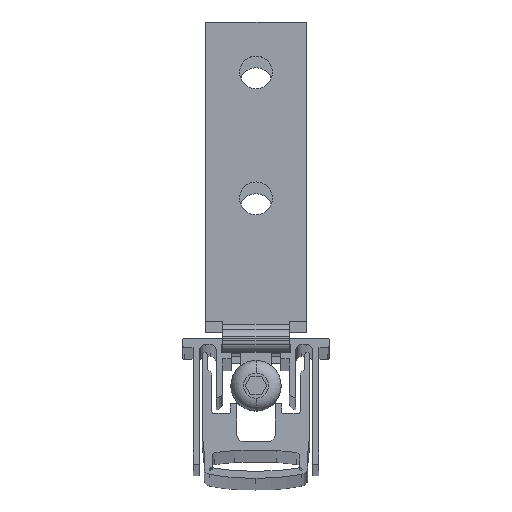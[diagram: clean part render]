
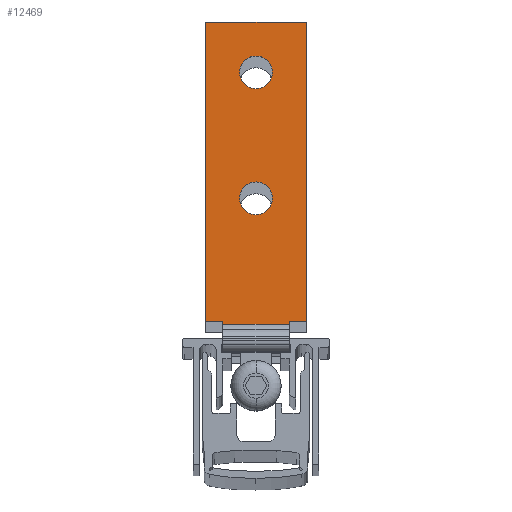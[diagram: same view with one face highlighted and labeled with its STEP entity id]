
A CAD part, top view. The second image highlights one B-rep face of the part: STEP entity #12469.
In plain terms, the highlighted planar face has unit normal (0, 0, 1).
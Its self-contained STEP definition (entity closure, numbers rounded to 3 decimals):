
#673 = VECTOR ( 'NONE', #19277, 1000. ) ;
#879 = CARTESIAN_POINT ( 'NONE',  ( 0., 44.6, 1.2 ) ) ;
#1202 = EDGE_CURVE ( 'NONE', #31190, #27394, #3617, .T. ) ;
#1213 = EDGE_LOOP ( 'NONE', ( #14332, #17124, #28998, #18027, #3713, #31076, #30310, #33198 ) ) ;
#1481 = CARTESIAN_POINT ( 'NONE',  ( 8., 2.5, 1.2 ) ) ;
#2028 = EDGE_CURVE ( 'NONE', #9290, #27394, #15381, .T. ) ;
#2098 = CARTESIAN_POINT ( 'NONE',  ( -5.3, 50., 1.2 ) ) ;
#2194 = DIRECTION ( 'NONE',  ( 0., -1., 0. ) ) ;
#2707 = VECTOR ( 'NONE', #22470, 1000. ) ;
#3268 = CARTESIAN_POINT ( 'NONE',  ( 8., 2.5, 1.2 ) ) ;
#3323 = CARTESIAN_POINT ( 'NONE',  ( 8., 50., 1.2 ) ) ;
#3577 = AXIS2_PLACEMENT_3D ( 'NONE', #4592, #15172, #15883 ) ;
#3617 = LINE ( 'NONE', #3268, #16855 ) ;
#3713 = ORIENTED_EDGE ( 'NONE', *, *, #19045, .T. ) ;
#3740 = DIRECTION ( 'NONE',  ( 0., 0., -1. ) ) ;
#3909 = FACE_OUTER_BOUND ( 'NONE', #1213, .T. ) ;
#4275 = CARTESIAN_POINT ( 'NONE',  ( 0., 19.4, 1.2 ) ) ;
#4366 = ORIENTED_EDGE ( 'NONE', *, *, #7735, .F. ) ;
#4382 = ORIENTED_EDGE ( 'NONE', *, *, #29148, .F. ) ;
#4592 = CARTESIAN_POINT ( 'NONE',  ( 0., 22., 1.2 ) ) ;
#4871 = DIRECTION ( 'NONE',  ( 0., 0., 1. ) ) ;
#5624 = AXIS2_PLACEMENT_3D ( 'NONE', #28458, #4871, #31230 ) ;
#6295 = EDGE_CURVE ( 'NONE', #15005, #24311, #14664, .T. ) ;
#6530 = CARTESIAN_POINT ( 'NONE',  ( 5.3, 50., 1.2 ) ) ;
#7174 = LINE ( 'NONE', #1481, #2707 ) ;
#7433 = CARTESIAN_POINT ( 'NONE',  ( 0., 42., 1.2 ) ) ;
#7735 = EDGE_CURVE ( 'NONE', #18768, #9110, #11729, .T. ) ;
#7817 = EDGE_CURVE ( 'NONE', #9290, #23561, #24139, .T. ) ;
#8365 = VERTEX_POINT ( 'NONE', #9012 ) ;
#9012 = CARTESIAN_POINT ( 'NONE',  ( -8., 2.5, 1.2 ) ) ;
#9110 = VERTEX_POINT ( 'NONE', #879 ) ;
#9290 = VERTEX_POINT ( 'NONE', #24726 ) ;
#9311 = DIRECTION ( 'NONE',  ( 0., 1., 0. ) ) ;
#10060 = CARTESIAN_POINT ( 'NONE',  ( 8., 2., 1.2 ) ) ;
#10562 = VECTOR ( 'NONE', #20629, 1000. ) ;
#10703 = EDGE_CURVE ( 'NONE', #24311, #15005, #31057, .T. ) ;
#11320 = DIRECTION ( 'NONE',  ( 0., -1., 0. ) ) ;
#11554 = VERTEX_POINT ( 'NONE', #21259 ) ;
#11729 = CIRCLE ( 'NONE', #5624, 2.6 ) ;
#11869 = VECTOR ( 'NONE', #2194, 1000. ) ;
#12312 = DIRECTION ( 'NONE',  ( 0., -1., 0. ) ) ;
#12469 = ADVANCED_FACE ( 'NONE', ( #17607, #3909, #28167 ), #14833, .F. ) ;
#12579 = LINE ( 'NONE', #6530, #24986 ) ;
#13263 = EDGE_LOOP ( 'NONE', ( #4366, #4382 ) ) ;
#13363 = CARTESIAN_POINT ( 'NONE',  ( -5.3, 2.5, 1.2 ) ) ;
#14332 = ORIENTED_EDGE ( 'NONE', *, *, #23123, .T. ) ;
#14499 = CARTESIAN_POINT ( 'NONE',  ( 8., 50., 1.2 ) ) ;
#14664 = CIRCLE ( 'NONE', #3577, 2.6 ) ;
#14833 = PLANE ( 'NONE',  #27632 ) ;
#15005 = VERTEX_POINT ( 'NONE', #4275 ) ;
#15172 = DIRECTION ( 'NONE',  ( 0., 0., 1. ) ) ;
#15381 = LINE ( 'NONE', #23186, #11869 ) ;
#15883 = DIRECTION ( 'NONE',  ( 0., -1., 0. ) ) ;
#16018 = CARTESIAN_POINT ( 'NONE',  ( -8., 50., 1.2 ) ) ;
#16855 = VECTOR ( 'NONE', #29458, 1000. ) ;
#17124 = ORIENTED_EDGE ( 'NONE', *, *, #1202, .T. ) ;
#17325 = VERTEX_POINT ( 'NONE', #13363 ) ;
#17607 = FACE_BOUND ( 'NONE', #29249, .T. ) ;
#17855 = LINE ( 'NONE', #10060, #10562 ) ;
#18027 = ORIENTED_EDGE ( 'NONE', *, *, #7817, .T. ) ;
#18768 = VERTEX_POINT ( 'NONE', #19172 ) ;
#19045 = EDGE_CURVE ( 'NONE', #23561, #8365, #31251, .T. ) ;
#19172 = CARTESIAN_POINT ( 'NONE',  ( 0., 39.4, 1.2 ) ) ;
#19277 = DIRECTION ( 'NONE',  ( -1., 0., 0. ) ) ;
#20629 = DIRECTION ( 'NONE',  ( -1., 0., 0. ) ) ;
#20900 = CARTESIAN_POINT ( 'NONE',  ( 0., 22., 1.2 ) ) ;
#21259 = CARTESIAN_POINT ( 'NONE',  ( 5.3, 2., 1.2 ) ) ;
#21611 = CARTESIAN_POINT ( 'NONE',  ( 0., 24.6, 1.2 ) ) ;
#22470 = DIRECTION ( 'NONE',  ( 1., 0., 0. ) ) ;
#23123 = EDGE_CURVE ( 'NONE', #11554, #31190, #12579, .T. ) ;
#23186 = CARTESIAN_POINT ( 'NONE',  ( 8., 50., 1.2 ) ) ;
#23187 = CIRCLE ( 'NONE', #32045, 2.6 ) ;
#23561 = VERTEX_POINT ( 'NONE', #23807 ) ;
#23673 = DIRECTION ( 'NONE',  ( 0., 0., 1. ) ) ;
#23807 = CARTESIAN_POINT ( 'NONE',  ( -8., 50., 1.2 ) ) ;
#24139 = LINE ( 'NONE', #3323, #673 ) ;
#24311 = VERTEX_POINT ( 'NONE', #21611 ) ;
#24726 = CARTESIAN_POINT ( 'NONE',  ( 8., 50., 1.2 ) ) ;
#24986 = VECTOR ( 'NONE', #9311, 1000. ) ;
#25065 = DIRECTION ( 'NONE',  ( 0., 1., 0. ) ) ;
#25215 = CARTESIAN_POINT ( 'NONE',  ( 5.3, 2.5, 1.2 ) ) ;
#25301 = ORIENTED_EDGE ( 'NONE', *, *, #6295, .F. ) ;
#25628 = EDGE_CURVE ( 'NONE', #11554, #29373, #17855, .T. ) ;
#25856 = LINE ( 'NONE', #2098, #28768 ) ;
#27394 = VERTEX_POINT ( 'NONE', #28723 ) ;
#27632 = AXIS2_PLACEMENT_3D ( 'NONE', #14499, #3740, #25065 ) ;
#28167 = FACE_BOUND ( 'NONE', #13263, .T. ) ;
#28458 = CARTESIAN_POINT ( 'NONE',  ( 0., 42., 1.2 ) ) ;
#28616 = DIRECTION ( 'NONE',  ( 0., -1., 0. ) ) ;
#28723 = CARTESIAN_POINT ( 'NONE',  ( 8., 2.5, 1.2 ) ) ;
#28768 = VECTOR ( 'NONE', #28616, 1000. ) ;
#28958 = EDGE_CURVE ( 'NONE', #8365, #17325, #7174, .T. ) ;
#28998 = ORIENTED_EDGE ( 'NONE', *, *, #2028, .F. ) ;
#29148 = EDGE_CURVE ( 'NONE', #9110, #18768, #23187, .T. ) ;
#29249 = EDGE_LOOP ( 'NONE', ( #25301, #29930 ) ) ;
#29373 = VERTEX_POINT ( 'NONE', #32403 ) ;
#29408 = AXIS2_PLACEMENT_3D ( 'NONE', #20900, #23673, #11320 ) ;
#29458 = DIRECTION ( 'NONE',  ( 1., 0., 0. ) ) ;
#29930 = ORIENTED_EDGE ( 'NONE', *, *, #10703, .F. ) ;
#30310 = ORIENTED_EDGE ( 'NONE', *, *, #32564, .T. ) ;
#31057 = CIRCLE ( 'NONE', #29408, 2.6 ) ;
#31076 = ORIENTED_EDGE ( 'NONE', *, *, #28958, .T. ) ;
#31190 = VERTEX_POINT ( 'NONE', #25215 ) ;
#31230 = DIRECTION ( 'NONE',  ( 0., -1., 0. ) ) ;
#31251 = LINE ( 'NONE', #16018, #31867 ) ;
#31359 = DIRECTION ( 'NONE',  ( 0., 0., 1. ) ) ;
#31601 = DIRECTION ( 'NONE',  ( 0., -1., 0. ) ) ;
#31867 = VECTOR ( 'NONE', #31601, 1000. ) ;
#32045 = AXIS2_PLACEMENT_3D ( 'NONE', #7433, #31359, #12312 ) ;
#32403 = CARTESIAN_POINT ( 'NONE',  ( -5.3, 2., 1.2 ) ) ;
#32564 = EDGE_CURVE ( 'NONE', #17325, #29373, #25856, .T. ) ;
#33198 = ORIENTED_EDGE ( 'NONE', *, *, #25628, .F. ) ;
